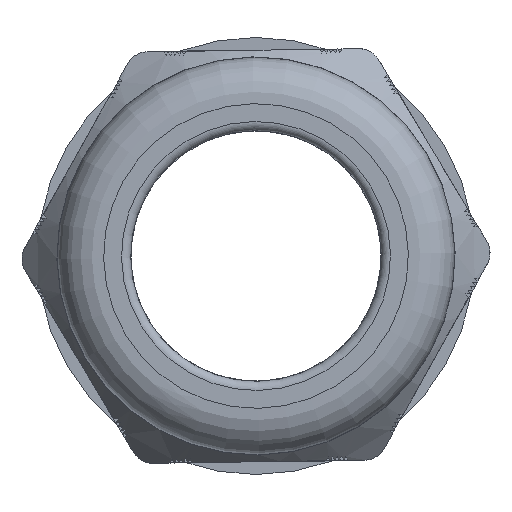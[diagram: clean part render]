
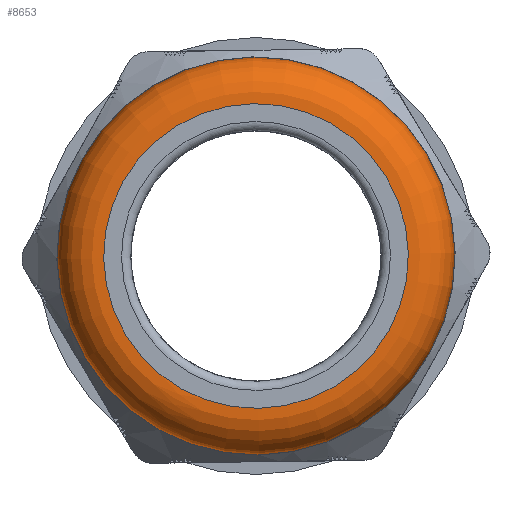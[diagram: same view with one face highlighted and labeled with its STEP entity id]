
A CAD part, left-side view. The second image highlights one B-rep face of the part: STEP entity #8653.
In plain terms, the highlighted toroidal (fillet/blend) face has major radius 17.479 mm and minor radius 4.741 mm.
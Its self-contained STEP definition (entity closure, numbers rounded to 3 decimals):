
#450=TOROIDAL_SURFACE('',#9509,17.479,4.741);
#489=FACE_BOUND('',#1750,.T.);
#1246=FACE_OUTER_BOUND('',#1749,.T.);
#1749=EDGE_LOOP('',(#8060));
#1750=EDGE_LOOP('',(#8061));
#3316=CIRCLE('',#9501,17.03);
#3320=CIRCLE('',#9510,22.22);
#4177=VERTEX_POINT('',#18678);
#4180=VERTEX_POINT('',#18690);
#5473=EDGE_CURVE('',#4177,#4177,#3316,.T.);
#5477=EDGE_CURVE('',#4180,#4180,#3320,.T.);
#8060=ORIENTED_EDGE('',*,*,#5477,.F.);
#8061=ORIENTED_EDGE('',*,*,#5473,.T.);
#8653=ADVANCED_FACE('',(#1246,#489),#450,.T.);
#9501=AXIS2_PLACEMENT_3D('',#18679,#11783,#11784);
#9509=AXIS2_PLACEMENT_3D('',#18689,#11799,#11800);
#9510=AXIS2_PLACEMENT_3D('',#18691,#11801,#11802);
#11783=DIRECTION('center_axis',(1.,0.,0.));
#11784=DIRECTION('ref_axis',(0.,0.,-1.));
#11799=DIRECTION('center_axis',(1.,0.,0.));
#11800=DIRECTION('ref_axis',(0.,0.,-1.));
#11801=DIRECTION('center_axis',(1.,0.,0.));
#11802=DIRECTION('ref_axis',(0.,0.,-1.));
#18678=CARTESIAN_POINT('',(-29.21,17.03,0.));
#18679=CARTESIAN_POINT('Origin',(-29.21,0.,0.));
#18689=CARTESIAN_POINT('Origin',(-24.49,0.,0.));
#18690=CARTESIAN_POINT('',(-24.49,22.22,0.));
#18691=CARTESIAN_POINT('Origin',(-24.49,0.,0.));
